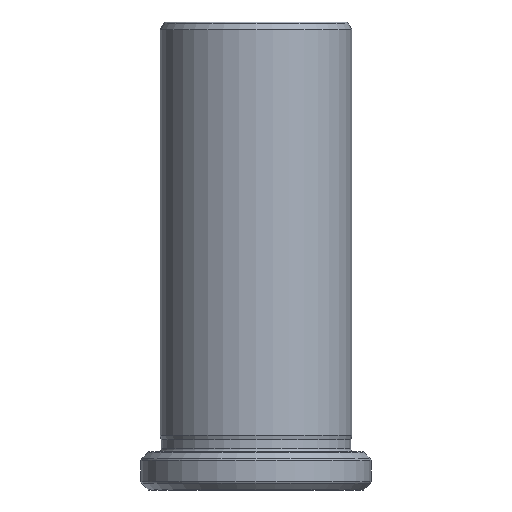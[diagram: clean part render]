
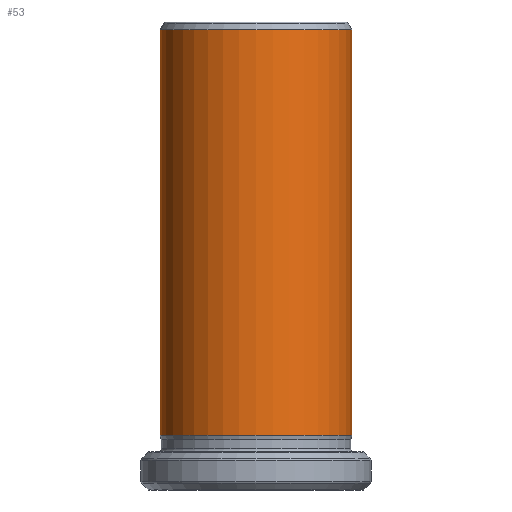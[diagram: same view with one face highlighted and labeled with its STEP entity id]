
A CAD part, front view. The second image highlights one B-rep face of the part: STEP entity #53.
In plain terms, the highlighted cylindrical face has radius 12.5 mm (diameter 25 mm), a full revolution.
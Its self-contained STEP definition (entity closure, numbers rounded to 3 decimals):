
#53=ADVANCED_FACE('',(#86,#87),#73,.T.);
#73=CYLINDRICAL_SURFACE('',#318,12.5);
#86=FACE_BOUND('',#132,.T.);
#87=FACE_BOUND('',#133,.T.);
#132=EDGE_LOOP('',(#178));
#133=EDGE_LOOP('',(#179));
#178=ORIENTED_EDGE('',*,*,#245,.F.);
#179=ORIENTED_EDGE('',*,*,#246,.F.);
#222=VERTEX_POINT('',#473);
#223=VERTEX_POINT('',#475);
#245=EDGE_CURVE('',#222,#222,#268,.T.);
#246=EDGE_CURVE('',#223,#223,#269,.T.);
#268=CIRCLE('',#316,12.5);
#269=CIRCLE('',#317,12.5);
#316=AXIS2_PLACEMENT_3D('',#472,#380,#381);
#317=AXIS2_PLACEMENT_3D('',#474,#382,#383);
#318=AXIS2_PLACEMENT_3D('',#476,#384,#385);
#380=DIRECTION('',(0.,0.,-1.));
#381=DIRECTION('',(1.,0.,0.));
#382=DIRECTION('',(0.,0.,1.));
#383=DIRECTION('',(-1.,0.,0.));
#384=DIRECTION('',(0.,0.,-1.));
#385=DIRECTION('',(1.,0.,0.));
#472=CARTESIAN_POINT('',(0.,0.,
2.127));
#473=CARTESIAN_POINT('',(12.5,0.,2.127));
#474=CARTESIAN_POINT('',(0.,0.,54.973));
#475=CARTESIAN_POINT('',(-12.5,0.,54.973));
#476=CARTESIAN_POINT('',(0.,0.,
60.));
